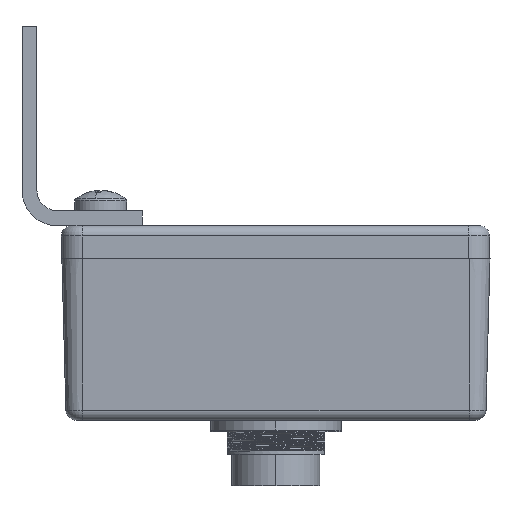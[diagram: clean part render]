
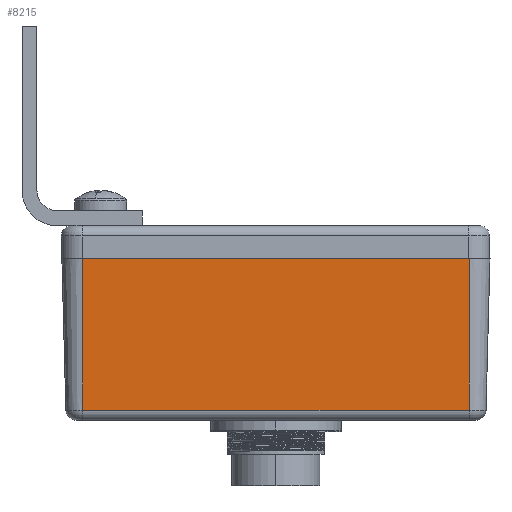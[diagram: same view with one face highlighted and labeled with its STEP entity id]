
A CAD part, front view. The second image highlights one B-rep face of the part: STEP entity #8215.
In plain terms, the highlighted planar face has unit normal (0, -1, -0.026).
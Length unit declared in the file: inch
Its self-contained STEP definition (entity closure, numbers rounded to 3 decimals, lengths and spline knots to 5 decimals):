
#1736 = LINE ( 'NONE', #43185, #48689 ) ;
#3288 = EDGE_CURVE ( 'NONE', #10091, #49639, #131974, .T. ) ;
#8215 = ADVANCED_FACE ( 'NONE', ( #41978 ), #51787, .T. ) ;
#8401 = EDGE_CURVE ( 'NONE', #32021, #10091, #66441, .T. ) ;
#9180 = EDGE_LOOP ( 'NONE', ( #122410, #104588, #61902, #55550 ) ) ;
#10091 = VERTEX_POINT ( 'NONE', #138597 ) ;
#11574 = DIRECTION ( 'NONE',  ( 1., 0., 0. ) ) ;
#12998 = EDGE_CURVE ( 'NONE', #88672, #49639, #13245, .T. ) ;
#13245 = LINE ( 'NONE', #44190, #55269 ) ;
#21560 = DIRECTION ( 'NONE',  ( 0., 0.026, -1. ) ) ;
#22469 = DIRECTION ( 'NONE',  ( -1., 0., 0. ) ) ;
#25038 = CARTESIAN_POINT ( 'NONE',  ( 1.164, -2.24698, -0.51967 ) ) ;
#32021 = VERTEX_POINT ( 'NONE', #59379 ) ;
#36482 = EDGE_CURVE ( 'NONE', #88672, #32021, #1736, .T. ) ;
#37544 = VECTOR ( 'NONE', #22469, 39.37008 ) ;
#41278 = CARTESIAN_POINT ( 'NONE',  ( -1.164, -2.24856, -0.45914 ) ) ;
#41978 = FACE_OUTER_BOUND ( 'NONE', #9180, .T. ) ;
#43185 = CARTESIAN_POINT ( 'NONE',  ( 1.164, -2.24856, -0.45914 ) ) ;
#44190 = CARTESIAN_POINT ( 'NONE',  ( -1.164, -516.70054, 19645.66929 ) ) ;
#48689 = VECTOR ( 'NONE', #11574, 39.37008 ) ;
#49639 = VERTEX_POINT ( 'NONE', #121806 ) ;
#51787 = PLANE ( 'NONE',  #52506 ) ;
#52506 = AXIS2_PLACEMENT_3D ( 'NONE', #138818, #94655, #21560 ) ;
#55269 = VECTOR ( 'NONE', #55379, 39.37008 ) ;
#55379 = DIRECTION ( 'NONE',  ( 0., -0.026, 1. ) ) ;
#55550 = ORIENTED_EDGE ( 'NONE', *, *, #3288, .T. ) ;
#59379 = CARTESIAN_POINT ( 'NONE',  ( 1.164, -2.24856, -0.45914 ) ) ;
#61902 = ORIENTED_EDGE ( 'NONE', *, *, #8401, .T. ) ;
#66441 = LINE ( 'NONE', #25038, #104286 ) ;
#88672 = VERTEX_POINT ( 'NONE', #41278 ) ;
#94655 = DIRECTION ( 'NONE',  ( 0., -1., -0.026 ) ) ;
#104286 = VECTOR ( 'NONE', #107985, 39.37008 ) ;
#104588 = ORIENTED_EDGE ( 'NONE', *, *, #36482, .T. ) ;
#107985 = DIRECTION ( 'NONE',  ( 0., -0.026, 1. ) ) ;
#110987 = CARTESIAN_POINT ( 'NONE',  ( 1.164, -2.2725, 0.455 ) ) ;
#121806 = CARTESIAN_POINT ( 'NONE',  ( -1.164, -2.2725, 0.455 ) ) ;
#122410 = ORIENTED_EDGE ( 'NONE', *, *, #12998, .F. ) ;
#131974 = LINE ( 'NONE', #110987, #37544 ) ;
#138597 = CARTESIAN_POINT ( 'NONE',  ( 1.164, -2.2725, 0.455 ) ) ;
#138818 = CARTESIAN_POINT ( 'NONE',  ( 1.164, -2.24698, -0.51967 ) ) ;
